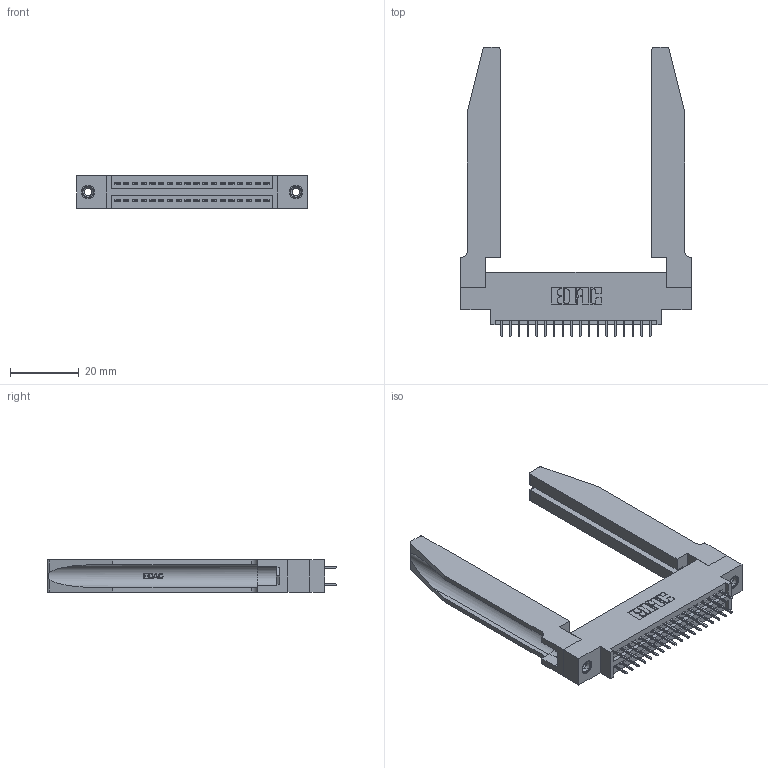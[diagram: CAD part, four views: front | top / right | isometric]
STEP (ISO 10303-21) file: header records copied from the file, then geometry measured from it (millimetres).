
FILE_DESCRIPTION (( 'STEP AP203' ), '1' );
FILE_NAME ('345-036-525-878.STEP', '2020-09-19T17:08:00', ( '' ), ( '' ), 'SwSTEP 2.0', 'SolidWorks 2020', '' );
FILE_SCHEMA (( 'CONFIG_CONTROL_DESIGN' ));
Length unit declared in the file: inch
Products named in the file (5): 345-250-001_345-250-001-102; 345-036-525-878; 345-220-078_345-220-078; 345 Part_0.170 Offset - 0.156 Dia-TH; 345-292-001_345-293-125
Assembly tree (41 placements, depth 2):
  345-036-525-878
    345 Part_0.170 Offset - 0.156 Dia-TH
    345-292-001_345-293-125  x36
    345-250-001_345-250-001-102  x2
    345-220-078_345-220-078  x2
Bounding box: 66.95 x 84 x 9.4 mm (x, y, z)
Volume: 13879 mm3; surface area: 15368.1 mm2
Topology: 41 solids, 41 shells, 2308 faces, 6469 edges, 4158 vertices
Faces by surface type: plane 1630, cylinder 626, bspline 36, cone 12, torus 4
Entity records: 22300 total; most frequent: CARTESIAN_POINT 4679, ORIENTED_EDGE 3510, DIRECTION 3149, EDGE_CURVE 1755, LINE 1461, VECTOR 1461, VERTEX_POINT 1160, AXIS2_PLACEMENT_3D 844
